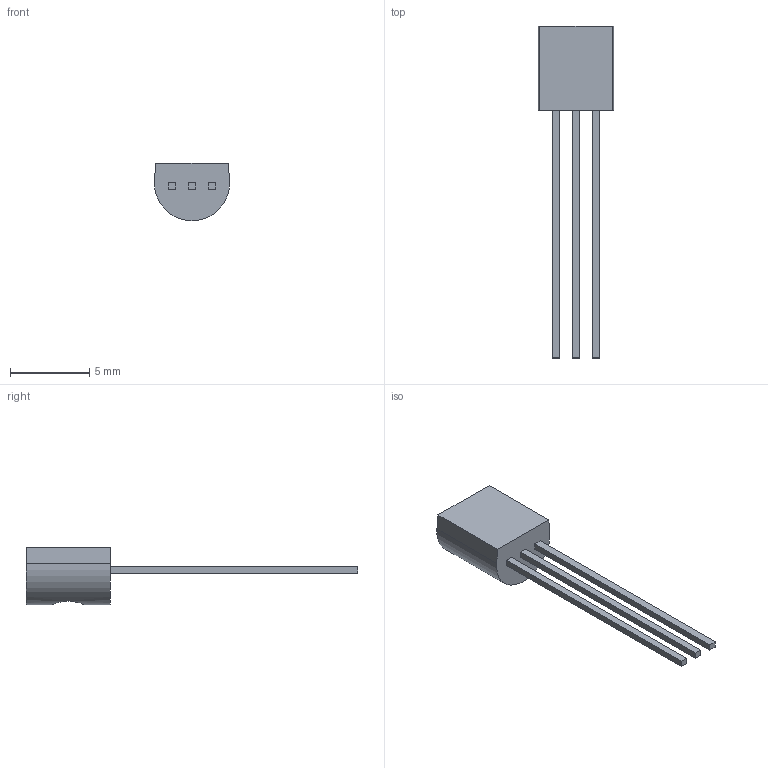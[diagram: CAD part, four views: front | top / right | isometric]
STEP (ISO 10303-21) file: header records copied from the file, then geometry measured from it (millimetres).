
FILE_DESCRIPTION (( 'STEP AP214' ), '1' );
FILE_NAME ('KSC1008YBU.STEP', '2023-12-29T12:02:47', ( 'LENOVO' ), ( '' ), 'SwSTEP 2.0', 'SolidWorks 2021', '' );
FILE_SCHEMA (( 'AUTOMOTIVE_DESIGN' ));
Length unit declared in the file: millimetre
Products named in the file (2): KSC1008YBU_KSC1008YBU; KSC1008YBU
Assembly tree (1 placements, depth 2):
  KSC1008YBU
    KSC1008YBU_KSC1008YBU
Bounding box: 4.75 x 20.95 x 3.62 mm (x, y, z)
Volume: 86.2 mm3; surface area: 190.9 mm2
Topology: 4 solids, 4 shells, 28 faces, 60 edges, 40 vertices
Faces by surface type: plane 24, cylinder 4
Entity records: 978 total; most frequent: CARTESIAN_POINT 275, DIRECTION 126, ORIENTED_EDGE 120, EDGE_CURVE 60, LINE 50, VECTOR 50, VERTEX_POINT 40, AXIS2_PLACEMENT_3D 38
